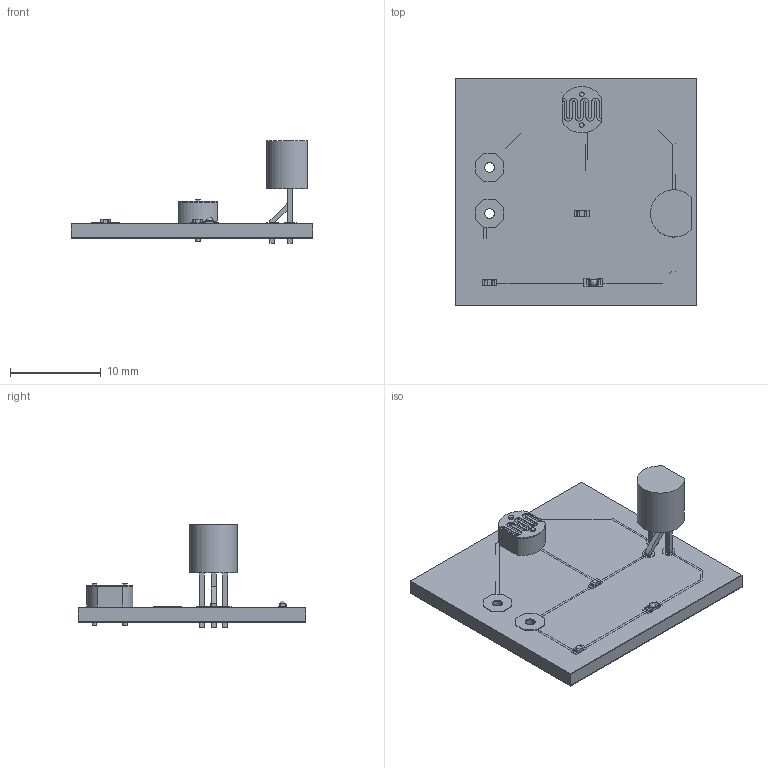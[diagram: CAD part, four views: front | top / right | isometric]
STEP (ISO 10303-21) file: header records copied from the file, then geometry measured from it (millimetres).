
FILE_DESCRIPTION(/* description */ (''),/* implementation_level */ '2;1');
FILE_NAME(/* name */ 'LDR Project v1.step',/* time_stamp */ '2025-06-16T15:21:39+05:30',/* author */ (''),/* organization */ (''),/* preprocessor_version */ 'ST-DEVELOPER v20.1',/* originating_system */ 'Autodesk Translation Framework v14.10.0.0',/* authorisation */ '');
FILE_SCHEMA (('AUTOMOTIVE_DESIGN { 1 0 10303 214 3 1 1 }'));
Length unit declared in the file: millimetre
Products named in the file (14): LDR Project; Board; 1-copper; 16-copper; 1-soldermask; 16-soldermask; Packages; LEDC1608X65N_RND-R; Model; BATTERY-GENERIC; GL5528; Photoconductive cell.f3d v1; R0402; TO92
Assembly tree (14 placements, depth 4):
  LDR Project
    Board
    1-copper
    16-copper
    1-soldermask
    16-soldermask
    Packages
      LEDC1608X65N_RND-R
        Model
      BATTERY-GENERIC
      GL5528
        Photoconductive cell.f3d v1
      R0402  x2
      TO92
Bounding box: 26.65 x 25.07 x 11.33 mm (x, y, z)
Volume: 1266.8 mm3; surface area: 4745.4 mm2
Topology: 51 solids, 51 shells, 709 faces, 1636 edges, 1040 vertices
Faces by surface type: plane 478, cylinder 166, sphere 49, bspline 16
Full cylindrical faces by diameter (mm): 0.5 x4, 0.73 x10, 0.743 x15, 0.8 x8, 0.813 x12, 1.048 x10, 1.118 x8
Entity records: 19328 total; most frequent: CARTESIAN_POINT 3337, DIRECTION 3175, ORIENTED_EDGE 3054, EDGE_CURVE 1527, LINE 1211, VECTOR 1211, VERTEX_POINT 984, AXIS2_PLACEMENT_3D 982
